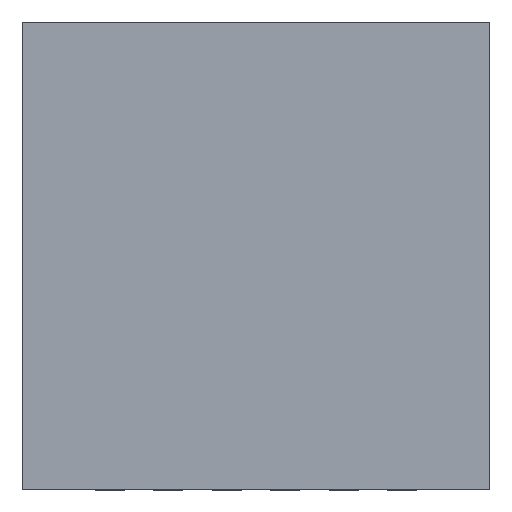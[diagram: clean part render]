
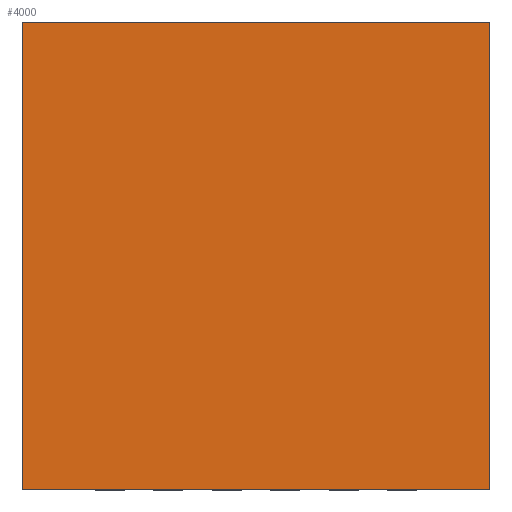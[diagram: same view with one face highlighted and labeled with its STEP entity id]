
A CAD part, top view. The second image highlights one B-rep face of the part: STEP entity #4000.
In plain terms, the highlighted face is planar.
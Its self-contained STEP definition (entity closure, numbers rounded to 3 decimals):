
#1685=DIRECTION('',(0.,0.,1.));
#1686=VECTOR('',#1685,4.);
#1687=CARTESIAN_POINT('',(-2.,0.975,-2.));
#1688=LINE('',#1687,#1686);
#1692=DIRECTION('',(-1.,0.,0.));
#1693=VECTOR('',#1692,4.);
#1694=CARTESIAN_POINT('',(2.,0.975,-2.));
#1695=LINE('',#1694,#1693);
#1699=DIRECTION('',(0.,0.,-1.));
#1700=VECTOR('',#1699,4.);
#1701=CARTESIAN_POINT('',(2.,0.975,2.));
#1702=LINE('',#1701,#1700);
#1706=DIRECTION('',(1.,0.,0.));
#1707=VECTOR('',#1706,4.);
#1708=CARTESIAN_POINT('',(-2.,0.975,2.));
#1709=LINE('',#1708,#1707);
#2367=CARTESIAN_POINT('',(-2.,0.975,-2.));
#2368=CARTESIAN_POINT('',(-2.,0.975,2.));
#2369=VERTEX_POINT('',#2367);
#2370=VERTEX_POINT('',#2368);
#2371=CARTESIAN_POINT('',(2.,0.975,2.));
#2372=VERTEX_POINT('',#2371);
#2373=CARTESIAN_POINT('',(2.,0.975,-2.));
#2374=VERTEX_POINT('',#2373);
#3989=CARTESIAN_POINT('',(0.,0.975,0.));
#3990=DIRECTION('',(0.,1.,0.));
#3991=DIRECTION('',(1.,0.,0.));
#3992=AXIS2_PLACEMENT_3D('',#3989,#3990,#3991);
#3993=PLANE('',#3992);
#3994=ORIENTED_EDGE('',*,*,#3070,.F.);
#3995=ORIENTED_EDGE('',*,*,#3445,.F.);
#3996=ORIENTED_EDGE('',*,*,#3786,.F.);
#3997=ORIENTED_EDGE('',*,*,#3892,.F.);
#3998=EDGE_LOOP('',(#3994,#3995,#3996,#3997));
#3999=FACE_OUTER_BOUND('',#3998,.F.);
#3070=EDGE_CURVE('',#2369,#2370,#1688,.T.);
#3445=EDGE_CURVE('',#2374,#2369,#1695,.T.);
#3786=EDGE_CURVE('',#2372,#2374,#1702,.T.);
#3892=EDGE_CURVE('',#2370,#2372,#1709,.T.);
#4000=ADVANCED_FACE('',(#3999),#3993,.T.);
